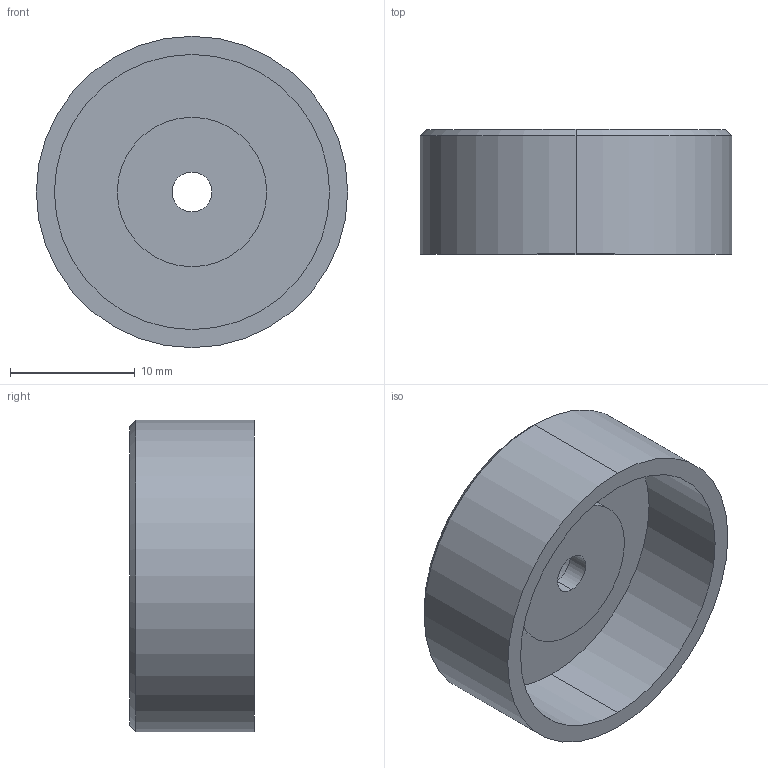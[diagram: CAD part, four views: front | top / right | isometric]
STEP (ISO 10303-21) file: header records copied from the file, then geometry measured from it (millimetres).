
FILE_DESCRIPTION (( 'STEP AP214' ), '1' );
FILE_NAME ('B32310020-F1.step', '2016-10-25T14:42:03', ( '' ), ( '' ), 'SwSTEP 2.0', 'SolidWorks 2016', '' );
FILE_SCHEMA (( 'AUTOMOTIVE_DESIGN' ));
Length unit declared in the file: millimetre
Products named in the file (1): B32310020-F1
Bounding box: 25 x 10 x 25 mm (x, y, z)
Volume: 2089.7 mm3; surface area: 2483.6 mm2
Topology: 1 solids, 1 shells, 23 faces, 46 edges, 30 vertices
Faces by surface type: cylinder 14, plane 7, cone 2
Entity records: 652 total; most frequent: DIRECTION 124, CARTESIAN_POINT 100, ORIENTED_EDGE 92, AXIS2_PLACEMENT_3D 54, EDGE_CURVE 46, EDGE_LOOP 30, VERTEX_POINT 30, CIRCLE 30
